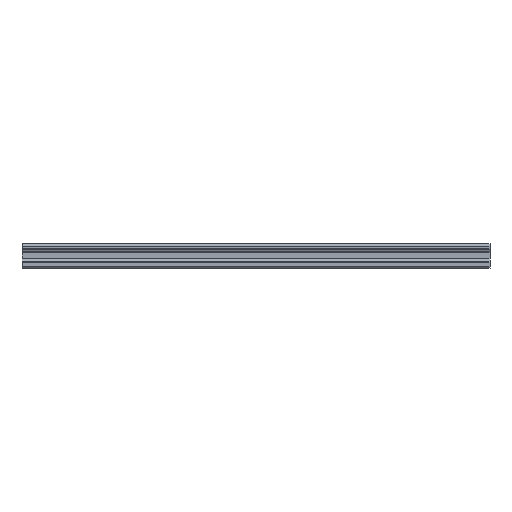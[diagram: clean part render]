
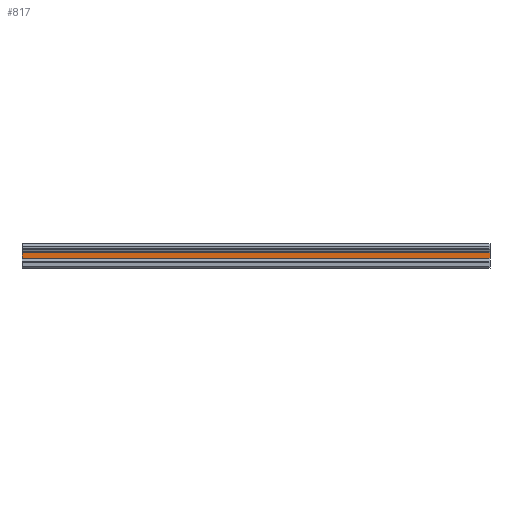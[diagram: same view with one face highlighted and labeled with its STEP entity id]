
A CAD part, top view. The second image highlights one B-rep face of the part: STEP entity #817.
In plain terms, the highlighted planar face has unit normal (0, 0, 1).
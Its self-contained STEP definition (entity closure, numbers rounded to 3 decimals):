
#76 = DIRECTION ( 'NONE',  ( 0., -1., 0. ) ) ;
#85 = CARTESIAN_POINT ( 'NONE',  ( 370., 8.007, 8.8 ) ) ;
#201 = VECTOR ( 'NONE', #76, 1000. ) ;
#219 = ORIENTED_EDGE ( 'NONE', *, *, #2128, .F. ) ;
#304 = ORIENTED_EDGE ( 'NONE', *, *, #742, .T. ) ;
#308 = PLANE ( 'NONE',  #450 ) ;
#337 = FACE_OUTER_BOUND ( 'NONE', #655, .T. ) ;
#429 = DIRECTION ( 'NONE',  ( 1., 0., 0. ) ) ;
#450 = AXIS2_PLACEMENT_3D ( 'NONE', #1496, #2486, #2083 ) ;
#655 = EDGE_LOOP ( 'NONE', ( #219, #1656, #863, #304 ) ) ;
#707 = LINE ( 'NONE', #1721, #2516 ) ;
#742 = EDGE_CURVE ( 'NONE', #933, #905, #2041, .T. ) ;
#817 = ADVANCED_FACE ( 'NONE', ( #337 ), #308, .F. ) ;
#863 = ORIENTED_EDGE ( 'NONE', *, *, #1931, .F. ) ;
#905 = VERTEX_POINT ( 'NONE', #2343 ) ;
#933 = VERTEX_POINT ( 'NONE', #1196 ) ;
#1018 = LINE ( 'NONE', #2414, #2120 ) ;
#1196 = CARTESIAN_POINT ( 'NONE',  ( -10., 12.673, 8.8 ) ) ;
#1203 = EDGE_CURVE ( 'NONE', #1495, #2311, #707, .T. ) ;
#1495 = VERTEX_POINT ( 'NONE', #1633 ) ;
#1496 = CARTESIAN_POINT ( 'NONE',  ( 370., 12.673, 8.8 ) ) ;
#1633 = CARTESIAN_POINT ( 'NONE',  ( 370., 12.673, 8.8 ) ) ;
#1656 = ORIENTED_EDGE ( 'NONE', *, *, #1203, .F. ) ;
#1682 = DIRECTION ( 'NONE',  ( 0., -1., 0. ) ) ;
#1721 = CARTESIAN_POINT ( 'NONE',  ( 370., 15.755, 8.8 ) ) ;
#1743 = VECTOR ( 'NONE', #2209, 1000. ) ;
#1844 = CARTESIAN_POINT ( 'NONE',  ( -10., 15.755, 8.8 ) ) ;
#1931 = EDGE_CURVE ( 'NONE', #933, #1495, #1018, .T. ) ;
#1946 = CARTESIAN_POINT ( 'NONE',  ( 370., 8.007, 8.8 ) ) ;
#2041 = LINE ( 'NONE', #1844, #201 ) ;
#2083 = DIRECTION ( 'NONE',  ( 0., 1., 0. ) ) ;
#2120 = VECTOR ( 'NONE', #429, 1000. ) ;
#2128 = EDGE_CURVE ( 'NONE', #2311, #905, #2194, .T. ) ;
#2194 = LINE ( 'NONE', #85, #1743 ) ;
#2209 = DIRECTION ( 'NONE',  ( -1., 0., 0. ) ) ;
#2311 = VERTEX_POINT ( 'NONE', #1946 ) ;
#2343 = CARTESIAN_POINT ( 'NONE',  ( -10., 8.007, 8.8 ) ) ;
#2414 = CARTESIAN_POINT ( 'NONE',  ( 370., 12.673, 8.8 ) ) ;
#2486 = DIRECTION ( 'NONE',  ( 0., 0., -1. ) ) ;
#2516 = VECTOR ( 'NONE', #1682, 1000. ) ;
